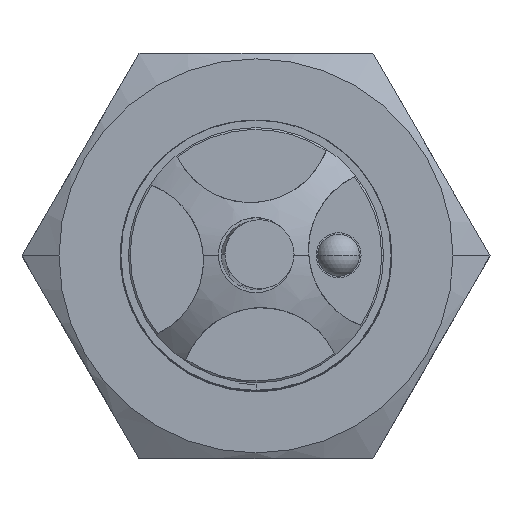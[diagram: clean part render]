
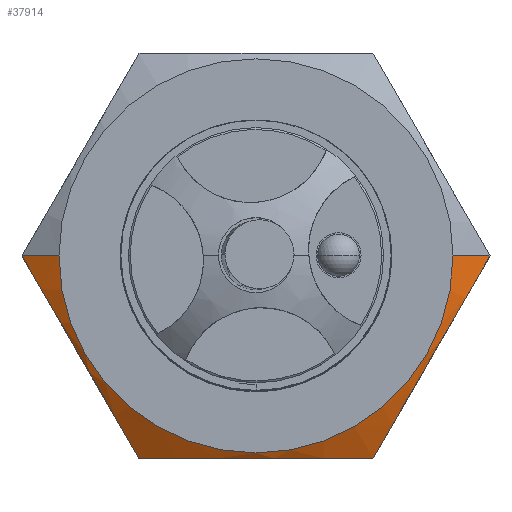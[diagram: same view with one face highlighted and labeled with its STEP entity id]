
A CAD part, top view. The second image highlights one B-rep face of the part: STEP entity #37914.
In plain terms, the highlighted conical face has half-angle 60 degrees and reference radius 13.125 mm.
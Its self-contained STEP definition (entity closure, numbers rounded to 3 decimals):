
#583 = CARTESIAN_POINT ( 'NONE',  ( 15.588, 0., 28.59 ) ) ;
#729 = CARTESIAN_POINT ( 'NONE',  ( 8.431, -12.398, 28.957 ) ) ;
#2669 = CARTESIAN_POINT ( 'NONE',  ( 7.794, -13.5, 28.59 ) ) ;
#2829 = CARTESIAN_POINT ( 'NONE',  ( -2.624, -13.5, 29.682 ) ) ;
#3062 = VERTEX_POINT ( 'NONE', #35492 ) ;
#3327 = VECTOR ( 'NONE', #24004, 1000. ) ;
#3884 = CARTESIAN_POINT ( 'NONE',  ( 13.125, 0., 30.012 ) ) ;
#3910 = LINE ( 'NONE', #35283, #3327 ) ;
#4394 = VERTEX_POINT ( 'NONE', #46471 ) ;
#4689 = CARTESIAN_POINT ( 'NONE',  ( 12.015, -6.189, 29.796 ) ) ;
#4712 = CARTESIAN_POINT ( 'NONE',  ( 0., 0., 30.012 ) ) ;
#4988 = AXIS2_PLACEMENT_3D ( 'NONE', #31421, #42551, #6531 ) ;
#5127 = EDGE_CURVE ( 'NONE', #4394, #26150, #37287, .T. ) ;
#5245 = CARTESIAN_POINT ( 'NONE',  ( -10.049, -9.595, 29.576 ) ) ;
#5553 = CARTESIAN_POINT ( 'NONE',  ( -11.367, -7.311, 29.796 ) ) ;
#6494 = CARTESIAN_POINT ( 'NONE',  ( 5.258, -13.5, 29.256 ) ) ;
#6531 = DIRECTION ( 'NONE',  ( -1., 0., 0. ) ) ;
#6844 = ORIENTED_EDGE ( 'NONE', *, *, #27671, .T. ) ;
#6968 = CARTESIAN_POINT ( 'NONE',  ( -5.226, -13.5, 29.239 ) ) ;
#8356 = CARTESIAN_POINT ( 'NONE',  ( 7.794, -13.5, 28.59 ) ) ;
#8547 = EDGE_LOOP ( 'NONE', ( #11910, #6844, #18695, #11360, #30358, #14720 ) ) ;
#8630 = CIRCLE ( 'NONE', #4988, 13.125 ) ;
#10156 = CARTESIAN_POINT ( 'NONE',  ( -8.431, -12.396, 28.958 ) ) ;
#10164 = CONICAL_SURFACE ( 'NONE', #30743, 13.125, 1.047 ) ;
#11360 = ORIENTED_EDGE ( 'NONE', *, *, #22944, .T. ) ;
#11546 = CARTESIAN_POINT ( 'NONE',  ( 10.367, -9.044, 29.679 ) ) ;
#11910 = ORIENTED_EDGE ( 'NONE', *, *, #32476, .F. ) ;
#12182 = DIRECTION ( 'NONE',  ( 0., 0., -1. ) ) ;
#13462 = CARTESIAN_POINT ( 'NONE',  ( -1.315, -13.5, 29.796 ) ) ;
#13507 = CARTESIAN_POINT ( 'NONE',  ( -14.952, -1.102, 28.957 ) ) ;
#14720 = ORIENTED_EDGE ( 'NONE', *, *, #44987, .T. ) ;
#15816 = VERTEX_POINT ( 'NONE', #583 ) ;
#17071 = CARTESIAN_POINT ( 'NONE',  ( 2.647, -13.5, 29.656 ) ) ;
#17112 = CARTESIAN_POINT ( 'NONE',  ( -12.361, -5.589, 29.795 ) ) ;
#18695 = ORIENTED_EDGE ( 'NONE', *, *, #31587, .T. ) ;
#19616 = CARTESIAN_POINT ( 'NONE',  ( -9.074, -11.284, 29.261 ) ) ;
#22926 = CARTESIAN_POINT ( 'NONE',  ( 14.951, -1.104, 28.958 ) ) ;
#22942 = VERTEX_POINT ( 'NONE', #37939 ) ;
#22944 = EDGE_CURVE ( 'NONE', #22942, #4394, #41906, .T. ) ;
#24004 = DIRECTION ( 'NONE',  ( -0.866, 0., -0.5 ) ) ;
#24054 = VERTEX_POINT ( 'NONE', #44025 ) ;
#24600 = CARTESIAN_POINT ( 'NONE',  ( -10.376, -9.028, 29.658 ) ) ;
#24950 = FACE_OUTER_BOUND ( 'NONE', #8547, .T. ) ;
#25026 = CARTESIAN_POINT ( 'NONE',  ( -7.794, -13.5, 28.59 ) ) ;
#25952 = CARTESIAN_POINT ( 'NONE',  ( 12.348, -5.612, 29.768 ) ) ;
#26092 = CARTESIAN_POINT ( 'NONE',  ( 11.021, -7.911, 29.795 ) ) ;
#26150 = VERTEX_POINT ( 'NONE', #42502 ) ;
#27088 = CARTESIAN_POINT ( 'NONE',  ( -15.588, 0., 28.59 ) ) ;
#27671 = EDGE_CURVE ( 'NONE', #24054, #3062, #8630, .T. ) ;
#28020 = CARTESIAN_POINT ( 'NONE',  ( 0.661, -13.5, 29.795 ) ) ;
#28209 = CARTESIAN_POINT ( 'NONE',  ( -14.311, -2.212, 29.26 ) ) ;
#28652 = CARTESIAN_POINT ( 'NONE',  ( -7.16, -13.5, 28.773 ) ) ;
#28801 = VECTOR ( 'NONE', #28946, 1000. ) ;
#28946 = DIRECTION ( 'NONE',  ( 0.866, 0., -0.5 ) ) ;
#29591 = CARTESIAN_POINT ( 'NONE',  ( 9.072, -11.288, 29.26 ) ) ;
#30358 = ORIENTED_EDGE ( 'NONE', *, *, #5127, .T. ) ;
#30743 = AXIS2_PLACEMENT_3D ( 'NONE', #4712, #12182, #37407 ) ;
#31421 = CARTESIAN_POINT ( 'NONE',  ( 0., 0., 30.012 ) ) ;
#31587 = EDGE_CURVE ( 'NONE', #3062, #22942, #3910, .T. ) ;
#32324 = CARTESIAN_POINT ( 'NONE',  ( 6.534, -13.5, 28.953 ) ) ;
#32476 = EDGE_CURVE ( 'NONE', #24054, #15816, #40169, .T. ) ;
#33413 = CARTESIAN_POINT ( 'NONE',  ( 14.309, -2.216, 29.261 ) ) ;
#33720 = CARTESIAN_POINT ( 'NONE',  ( 13.334, -3.905, 29.576 ) ) ;
#34270 = CARTESIAN_POINT ( 'NONE',  ( -13.016, -4.456, 29.679 ) ) ;
#35283 = CARTESIAN_POINT ( 'NONE',  ( -13.125, 0., 30.012 ) ) ;
#35492 = CARTESIAN_POINT ( 'NONE',  ( -13.125, 0., 30.012 ) ) ;
#37287 = B_SPLINE_CURVE_WITH_KNOTS ( 'NONE', 3,
 ( #25026, #28652, #42506, #6968, #46262, #2829, #13462, #28020, #38874, #17071, #42674, #6494, #32324, #2669 ),
 .UNSPECIFIED., .F., .F.,
 ( 4, 2, 2, 2, 2, 2, 4 ),
 ( 0.014, 0.016, 0.018, 0.022, 0.024, 0.026, 0.03 ),
 .UNSPECIFIED. ) ;
#37407 = DIRECTION ( 'NONE',  ( -1., 0., 0. ) ) ;
#37914 = ADVANCED_FACE ( 'NONE', ( #24950 ), #10164, .T. ) ;
#37939 = CARTESIAN_POINT ( 'NONE',  ( -15.588, 0., 28.59 ) ) ;
#38874 = CARTESIAN_POINT ( 'NONE',  ( 1.322, -13.5, 29.767 ) ) ;
#39226 = CARTESIAN_POINT ( 'NONE',  ( -11.035, -7.888, 29.768 ) ) ;
#40169 = LINE ( 'NONE', #3884, #28801 ) ;
#41034 = CARTESIAN_POINT ( 'NONE',  ( 15.588, 0., 28.59 ) ) ;
#41906 = B_SPLINE_CURVE_WITH_KNOTS ( 'NONE', 3,
 ( #27088, #13507, #28209, #34270, #17112, #5553, #39226, #24600, #5245, #19616, #10156, #42546 ),
 .UNSPECIFIED., .F., .F.,
 ( 4, 2, 2, 2, 2, 4 ),
 ( 0., 0.004, 0.008, 0.01, 0.012, 0.016 ),
 .UNSPECIFIED. ) ;
#42502 = CARTESIAN_POINT ( 'NONE',  ( 7.794, -13.5, 28.59 ) ) ;
#42506 = CARTESIAN_POINT ( 'NONE',  ( -6.52, -13.5, 28.941 ) ) ;
#42546 = CARTESIAN_POINT ( 'NONE',  ( -7.794, -13.5, 28.59 ) ) ;
#42551 = DIRECTION ( 'NONE',  ( 0., 0., -1. ) ) ;
#42674 = CARTESIAN_POINT ( 'NONE',  ( 3.306, -13.5, 29.573 ) ) ;
#44025 = CARTESIAN_POINT ( 'NONE',  ( 13.125, 0., 30.012 ) ) ;
#44495 = CARTESIAN_POINT ( 'NONE',  ( 13.007, -4.472, 29.658 ) ) ;
#44987 = EDGE_CURVE ( 'NONE', #26150, #15816, #45047, .T. ) ;
#45047 = B_SPLINE_CURVE_WITH_KNOTS ( 'NONE', 3,
 ( #8356, #729, #29591, #11546, #26092, #4689, #25952, #44495, #33720, #33413, #22926, #41034 ),
 .UNSPECIFIED., .F., .F.,
 ( 4, 2, 2, 2, 2, 4 ),
 ( 0., 0.004, 0.008, 0.01, 0.012, 0.016 ),
 .UNSPECIFIED. ) ;
#46262 = CARTESIAN_POINT ( 'NONE',  ( -4.577, -13.5, 29.368 ) ) ;
#46471 = CARTESIAN_POINT ( 'NONE',  ( -7.794, -13.5, 28.59 ) ) ;
